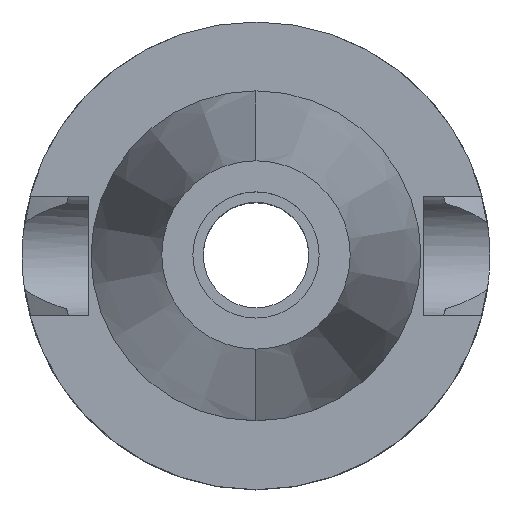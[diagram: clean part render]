
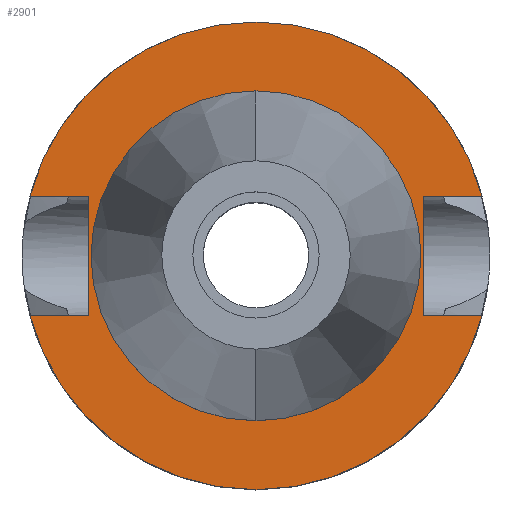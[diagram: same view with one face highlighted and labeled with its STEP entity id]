
A CAD part, top view. The second image highlights one B-rep face of the part: STEP entity #2901.
In plain terms, the highlighted planar face has unit normal (0, 0, 1).
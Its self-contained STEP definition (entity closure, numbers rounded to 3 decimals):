
#94=DIRECTION('',(0.,1.,0.));
#95=VECTOR('',#94,16.1);
#96=CARTESIAN_POINT('',(-22.5,-8.05,-2.));
#97=LINE('',#96,#95);
#101=DIRECTION('',(-1.,0.,0.));
#102=VECTOR('',#101,7.954);
#103=CARTESIAN_POINT('',(-22.5,8.05,-2.));
#104=LINE('',#103,#102);
#108=CARTESIAN_POINT('',(0.,0.,-2.));
#109=DIRECTION('',(0.,0.,-1.));
#110=DIRECTION('',(-0.967,0.256,0.));
#111=AXIS2_PLACEMENT_3D('',#108,#109,#110);
#116=CARTESIAN_POINT('',(0.,0.,-2.));
#117=DIRECTION('',(0.,0.,-1.));
#118=DIRECTION('',(0.,1.,0.));
#119=AXIS2_PLACEMENT_3D('',#116,#117,#118);
#124=DIRECTION('',(0.,-1.,0.));
#125=VECTOR('',#124,16.1);
#126=CARTESIAN_POINT('',(22.5,8.05,-2.));
#127=LINE('',#126,#125);
#131=DIRECTION('',(1.,0.,0.));
#132=VECTOR('',#131,7.954);
#133=CARTESIAN_POINT('',(22.5,-8.05,-2.));
#134=LINE('',#133,#132);
#138=CARTESIAN_POINT('',(0.,0.,-2.));
#139=DIRECTION('',(0.,0.,-1.));
#140=DIRECTION('',(0.967,-0.256,0.));
#141=AXIS2_PLACEMENT_3D('',#138,#139,#140);
#146=CARTESIAN_POINT('',(0.,0.,-2.));
#147=DIRECTION('',(0.,0.,-1.));
#148=DIRECTION('',(0.,-1.,0.));
#149=AXIS2_PLACEMENT_3D('',#146,#147,#148);
#154=CARTESIAN_POINT('',(0.,0.,-2.));
#155=DIRECTION('',(0.,0.,1.));
#156=DIRECTION('',(0.,-1.,0.));
#157=AXIS2_PLACEMENT_3D('',#154,#155,#156);
#162=CARTESIAN_POINT('',(0.,0.,-2.));
#163=DIRECTION('',(0.,0.,1.));
#164=DIRECTION('',(0.,1.,0.));
#165=AXIS2_PLACEMENT_3D('',#162,#163,#164);
#200=DIRECTION('',(-1.,0.,0.));
#201=VECTOR('',#200,7.954);
#202=CARTESIAN_POINT('',(-22.5,-8.05,-2.));
#203=LINE('',#202,#201);
#337=DIRECTION('',(1.,0.,0.));
#338=VECTOR('',#337,7.954);
#339=CARTESIAN_POINT('',(22.5,8.05,-2.));
#340=LINE('',#339,#338);
#2692=CARTESIAN_POINT('',(-22.5,-8.05,-2.));
#2693=VERTEX_POINT('',#2692);
#2694=CARTESIAN_POINT('',(-30.454,-8.05,-2.));
#2695=VERTEX_POINT('',#2694);
#2698=CARTESIAN_POINT('',(-22.5,8.05,-2.));
#2699=VERTEX_POINT('',#2698);
#2700=CARTESIAN_POINT('',(-30.454,8.05,-2.));
#2701=VERTEX_POINT('',#2700);
#2702=CARTESIAN_POINT('',(0.,31.5,-2.));
#2703=CARTESIAN_POINT('',(30.454,8.05,-2.));
#2704=VERTEX_POINT('',#2702);
#2705=VERTEX_POINT('',#2703);
#2706=CARTESIAN_POINT('',(22.5,8.05,-2.));
#2707=VERTEX_POINT('',#2706);
#2708=CARTESIAN_POINT('',(22.5,-8.05,-2.));
#2709=VERTEX_POINT('',#2708);
#2710=CARTESIAN_POINT('',(30.454,-8.05,-2.));
#2711=VERTEX_POINT('',#2710);
#2712=CARTESIAN_POINT('',(0.,-31.5,-2.));
#2713=VERTEX_POINT('',#2712);
#2714=CARTESIAN_POINT('',(0.,-22.225,-2.));
#2715=CARTESIAN_POINT('',(0.,22.225,-2.));
#2716=VERTEX_POINT('',#2714);
#2717=VERTEX_POINT('',#2715);
#2870=CARTESIAN_POINT('',(0.,0.,-2.));
#2871=DIRECTION('',(0.,0.,-1.));
#2872=DIRECTION('',(0.,-1.,0.));
#2873=AXIS2_PLACEMENT_3D('',#2870,#2871,#2872);
#2874=PLANE('',#2873);
#2876=ORIENTED_EDGE('',*,*,#2875,.T.);
#2878=ORIENTED_EDGE('',*,*,#2877,.T.);
#2880=ORIENTED_EDGE('',*,*,#2879,.T.);
#2882=ORIENTED_EDGE('',*,*,#2881,.T.);
#2884=ORIENTED_EDGE('',*,*,#2883,.F.);
#2886=ORIENTED_EDGE('',*,*,#2885,.T.);
#2888=ORIENTED_EDGE('',*,*,#2887,.T.);
#2890=ORIENTED_EDGE('',*,*,#2889,.T.);
#2892=ORIENTED_EDGE('',*,*,#2891,.T.);
#2894=ORIENTED_EDGE('',*,*,#2893,.F.);
#2895=EDGE_LOOP('',(#2876,#2878,#2880,#2882,#2884,#2886,#2888,#2890,#2892,
#2894));
#2896=FACE_OUTER_BOUND('',#2895,.F.);
#2897=ORIENTED_EDGE('',*,*,#2849,.T.);
#2898=ORIENTED_EDGE('',*,*,#2865,.T.);
#2899=EDGE_LOOP('',(#2897,#2898));
#2900=FACE_BOUND('',#2899,.F.);
#112=CIRCLE('',#111,31.5);
#120=CIRCLE('',#119,31.5);
#142=CIRCLE('',#141,31.5);
#150=CIRCLE('',#149,31.5);
#158=CIRCLE('',#157,22.225);
#166=CIRCLE('',#165,22.225);
#2849=EDGE_CURVE('',#2716,#2717,#158,.T.);
#2865=EDGE_CURVE('',#2717,#2716,#166,.T.);
#2875=EDGE_CURVE('',#2693,#2699,#97,.T.);
#2877=EDGE_CURVE('',#2699,#2701,#104,.T.);
#2879=EDGE_CURVE('',#2701,#2704,#112,.T.);
#2881=EDGE_CURVE('',#2704,#2705,#120,.T.);
#2883=EDGE_CURVE('',#2707,#2705,#340,.T.);
#2885=EDGE_CURVE('',#2707,#2709,#127,.T.);
#2887=EDGE_CURVE('',#2709,#2711,#134,.T.);
#2889=EDGE_CURVE('',#2711,#2713,#142,.T.);
#2891=EDGE_CURVE('',#2713,#2695,#150,.T.);
#2893=EDGE_CURVE('',#2693,#2695,#203,.T.);
#2901=ADVANCED_FACE('',(#2896,#2900),#2874,.F.);
